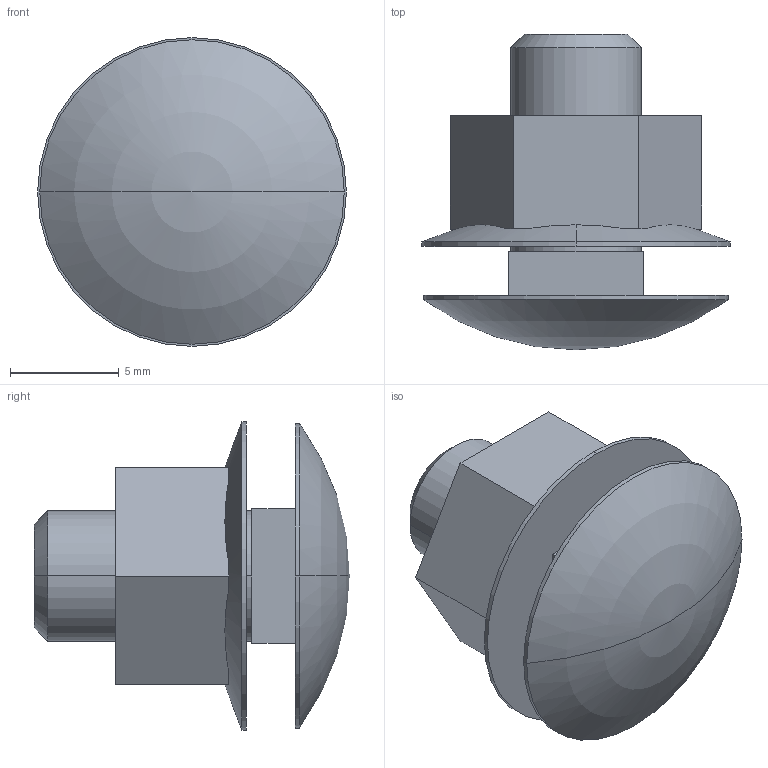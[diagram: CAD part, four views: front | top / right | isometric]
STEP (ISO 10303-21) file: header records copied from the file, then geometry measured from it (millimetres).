
FILE_DESCRIPTION(('CoCreate Modeling STEP Export'),'2;1');
FILE_NAME('KTS_14.001-006_1-6406133.step','2013-01-28T10:17:18',(''),(''),'CoCreate Modeling STEP processor for AP214 (Solid Model)','CoCreate Modeling 16.00B 02-Dec-2008 (C) Parametric Technology GmbH','');
FILE_SCHEMA(('AUTOMOTIVE_DESIGN { 1 0 10303 214 1 1 1 1 }'));
Length unit declared in the file: millimetre
Products named in the file (3): Flachrundschraube; Kombimutter
Assembly tree (2 placements, depth 2):
  Flachrundschraube
    Kombimutter
    Flachrundschraube
Bounding box: 14.2 x 14.5 x 14.2 mm (x, y, z)
Volume: 1017.7 mm3; surface area: 1120 mm2
Topology: 2 solids, 2 shells, 40 faces, 93 edges, 58 vertices
Faces by surface type: plane 22, cylinder 8, cone 8, sphere 2
Entity records: 1346 total; most frequent: CARTESIAN_POINT 407, ORIENTED_EDGE 182, DIRECTION 132, EDGE_CURVE 91, VERTEX_POINT 58, VECTOR 46, LINE 46, EDGE_LOOP 45
